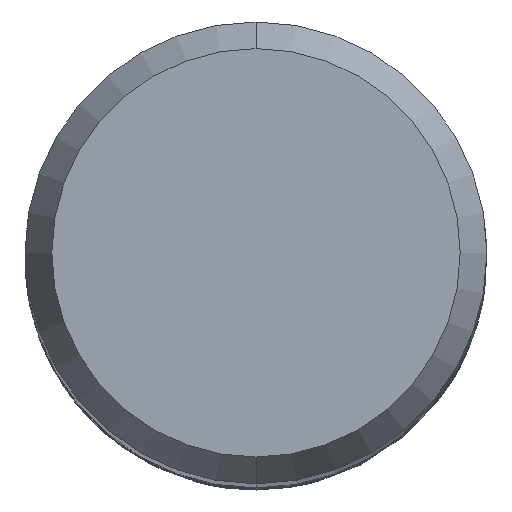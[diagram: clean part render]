
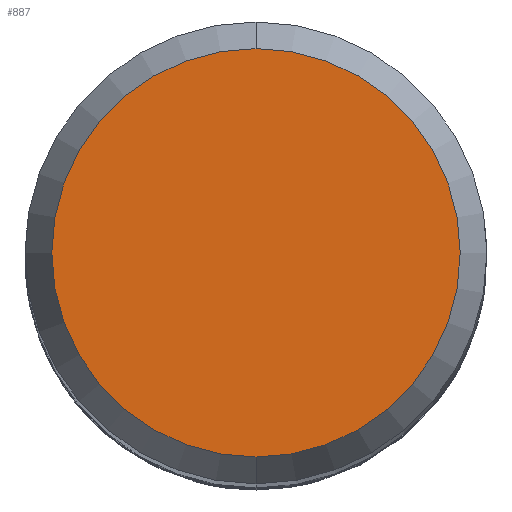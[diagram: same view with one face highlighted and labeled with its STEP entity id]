
A CAD part, top view. The second image highlights one B-rep face of the part: STEP entity #887.
In plain terms, the highlighted planar face has unit normal (0, 0, 1).
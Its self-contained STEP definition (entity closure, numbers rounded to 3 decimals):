
#855=EDGE_CURVE('',#1083,#1931,#2289,.T.);
#887=ADVANCED_FACE('',(#2324),#2325,.T.);
#1083=VERTEX_POINT('',#2541);
#1219=EDGE_CURVE('',#1931,#1083,#2691,.T.);
#1931=VERTEX_POINT('',#3471);
#2289=CIRCLE('',#4670,3.538);
#2324=FACE_OUTER_BOUND('',#5087,.T.);
#2325=PLANE('',#5088);
#2541=CARTESIAN_POINT('',(0.0,3.538,0.0));
#2691=CIRCLE('',#8455,3.538);
#3471=CARTESIAN_POINT('',(0.,-3.538,0.0));
#4670=AXIS2_PLACEMENT_3D('',#21336,#21337,#21338);
#5087=EDGE_LOOP('',(#21397,#21398));
#5088=AXIS2_PLACEMENT_3D('',#21399,#21400,#21401);
#8455=AXIS2_PLACEMENT_3D('',#21771,#21772,#21773);
#21336=CARTESIAN_POINT('',(0.0,0.0,0.0));
#21337=DIRECTION('',(0.0,0.0,-1.0));
#21338=DIRECTION('',(0.0,1.0,0.0));
#21397=ORIENTED_EDGE('',*,*,#855,.F.);
#21398=ORIENTED_EDGE('',*,*,#1219,.F.);
#21399=CARTESIAN_POINT('',(0.0,1.769,0.0));
#21400=DIRECTION('',(-0.0,0.0,1.0));
#21401=DIRECTION('',(0.0,-1.0,0.0));
#21771=CARTESIAN_POINT('',(0.0,0.0,0.0));
#21772=DIRECTION('',(0.0,0.0,-1.0));
#21773=DIRECTION('',(0.0,1.0,0.0));
